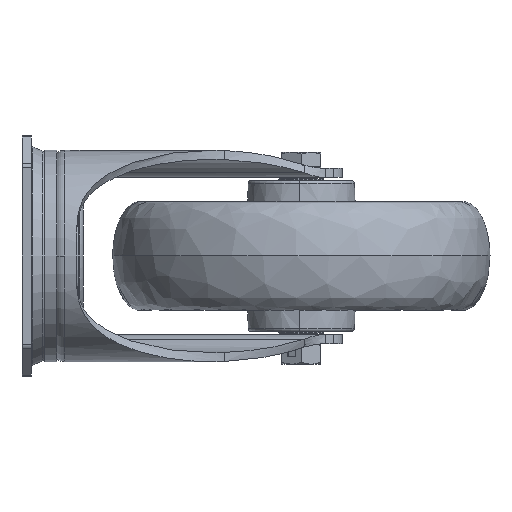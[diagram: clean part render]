
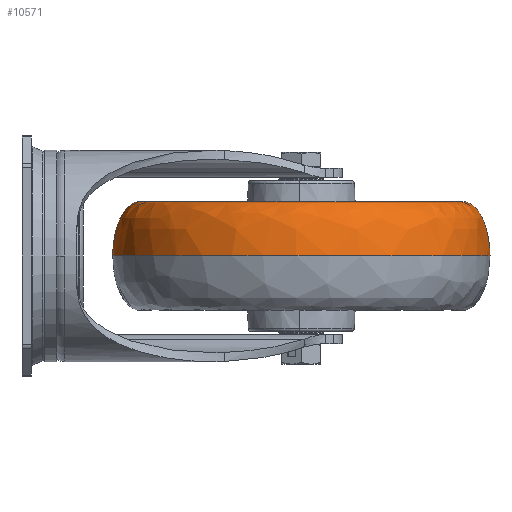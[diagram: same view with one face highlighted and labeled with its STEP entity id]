
A CAD part, left-side view. The second image highlights one B-rep face of the part: STEP entity #10571.
In plain terms, the highlighted free-form (B-spline) face has degree [3, 3] with [4, 4] control points.
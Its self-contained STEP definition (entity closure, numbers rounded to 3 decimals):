
#75 = EDGE_CURVE ( 'NONE', #16753, #13523, #15697, .T. ) ;
#729 = DIRECTION ( 'NONE',  ( 0.029, 1., 0. ) ) ;
#803 = CARTESIAN_POINT ( 'NONE',  ( 41.53, -38.998, 18. ) ) ;
#2558 = CARTESIAN_POINT ( 'NONE',  ( 41.787, -30.026, 10.558 ) ) ;
#2670 = CARTESIAN_POINT ( 'NONE',  ( 38.319, -151.261, 17.993 ) ) ;
#2784 = CARTESIAN_POINT ( 'NONE',  ( -86.736, -151.401, 10.558 ) ) ;
#3689 = AXIS2_PLACEMENT_3D ( 'NONE', #7963, #14991, #729 ) ;
#4084 = CARTESIAN_POINT ( 'NONE',  ( 41.681, -33.739, 17.993 ) ) ;
#4195 = CARTESIAN_POINT ( 'NONE',  ( 41.787, -30.026, 0.036 ) ) ;
#4516 = EDGE_CURVE ( 'NONE', #14866, #13523, #11812, .T. ) ;
#4528 = CARTESIAN_POINT ( 'NONE',  ( -65.474, -35.937, 18. ) ) ;
#5627 = DIRECTION ( 'NONE',  ( -1., 0.029, 0. ) ) ;
#5739 = DIRECTION ( 'NONE',  ( 0., 0., -1. ) ) ;
#6402 = ORIENTED_EDGE ( 'NONE', *, *, #75, .T. ) ;
#7068 = EDGE_CURVE ( 'NONE', #16753, #12720, #10384, .T. ) ;
#7591 = CARTESIAN_POINT ( 'NONE',  ( 38.213, -154.974, 0.036 ) ) ;
#7963 = CARTESIAN_POINT ( 'NONE',  ( 40., -92.5, 18. ) ) ;
#9017 = CARTESIAN_POINT ( 'NONE',  ( 41.787, -30.026, 0.036 ) ) ;
#9774 = CARTESIAN_POINT ( 'NONE',  ( 41.53, -38.998, 18. ) ) ;
#9898 = CARTESIAN_POINT ( 'NONE',  ( -86.736, -151.401, 0.036 ) ) ;
#10215 = CARTESIAN_POINT ( 'NONE',  ( 38.213, -154.974, 0.036 ) ) ;
#10384 = CIRCLE ( 'NONE', #3689, 53.524 ) ;
#10571 = ADVANCED_FACE ( 'NONE', ( #17910 ), #18112, .T. ) ;
#11571 = EDGE_CURVE ( 'NONE', #12720, #14866, #17088, .T. ) ;
#11812 = CIRCLE ( 'NONE', #17740, 62.5 ) ;
#12042 = CARTESIAN_POINT ( 'NONE',  ( 41.681, -33.739, 17.993 ) ) ;
#12629 = CARTESIAN_POINT ( 'NONE',  ( 40., -92.5, 0.036 ) ) ;
#12720 = VERTEX_POINT ( 'NONE', #19885 ) ;
#13001 = CARTESIAN_POINT ( 'NONE',  ( 38.213, -154.974, 10.558 ) ) ;
#13523 = VERTEX_POINT ( 'NONE', #9017 ) ;
#14620 = CARTESIAN_POINT ( 'NONE',  ( -79.203, -147.9, 17.993 ) ) ;
#14751 = CARTESIAN_POINT ( 'NONE',  ( 38.47, -146.002, 18. ) ) ;
#14859 = CARTESIAN_POINT ( 'NONE',  ( -75.841, -30.378, 17.993 ) ) ;
#14866 = VERTEX_POINT ( 'NONE', #10215 ) ;
#14991 = DIRECTION ( 'NONE',  ( 0., 0., 1. ) ) ;
#15697 =( BOUNDED_CURVE ( )  B_SPLINE_CURVE ( 3, ( #18795, #12042, #17400, #20981 ),
 .UNSPECIFIED., .F., .F. ) 
 B_SPLINE_CURVE_WITH_KNOTS ( ( 4, 4 ),
 ( 0., 1.568 ),
 .UNSPECIFIED. ) 
 CURVE ( )  GEOMETRIC_REPRESENTATION_ITEM ( )  RATIONAL_B_SPLINE_CURVE ( ( 1., 0.805, 0.805, 1. ) ) 
 REPRESENTATION_ITEM ( '' )  );
#16490 = CARTESIAN_POINT ( 'NONE',  ( 38.319, -151.261, 17.993 ) ) ;
#16753 = VERTEX_POINT ( 'NONE', #803 ) ;
#16992 = CARTESIAN_POINT ( 'NONE',  ( -83.162, -26.452, 0.036 ) ) ;
#17088 =( BOUNDED_CURVE ( )  B_SPLINE_CURVE ( 3, ( #21708, #16490, #13001, #18572 ),
 .UNSPECIFIED., .F., .F. ) 
 B_SPLINE_CURVE_WITH_KNOTS ( ( 4, 4 ),
 ( 0., 1.568 ),
 .UNSPECIFIED. ) 
 CURVE ( )  GEOMETRIC_REPRESENTATION_ITEM ( )  RATIONAL_B_SPLINE_CURVE ( ( 1., 0.805, 0.805, 1. ) ) 
 REPRESENTATION_ITEM ( '' )  );
#17400 = CARTESIAN_POINT ( 'NONE',  ( 41.787, -30.026, 10.558 ) ) ;
#17740 = AXIS2_PLACEMENT_3D ( 'NONE', #12629, #5739, #5627 ) ;
#17910 = FACE_OUTER_BOUND ( 'NONE', #22956, .T. ) ;
#18112 =( BOUNDED_SURFACE ( )  B_SPLINE_SURFACE ( 3, 3, ( 
 ( #9774, #4528, #20224, #14751 ),
 ( #4084, #14859, #14620, #2670 ),
 ( #2558, #18708, #2784, #21731 ),
 ( #4195, #16992, #9898, #7591 ) ),
 .UNSPECIFIED., .F., .F., .T. ) 
 B_SPLINE_SURFACE_WITH_KNOTS ( ( 4, 4 ),
 ( 4, 4 ),
 ( 0., 1. ),
 ( 0., 1. ),
 .UNSPECIFIED. ) 
 GEOMETRIC_REPRESENTATION_ITEM ( )  RATIONAL_B_SPLINE_SURFACE ( (
 ( 1., 0.333, 0.333, 1.),
 ( 0.805, 0.268, 0.268, 0.805),
 ( 0.805, 0.268, 0.268, 0.805),
 ( 1., 0.333, 0.333, 1.) ) ) 
 REPRESENTATION_ITEM ( '' )  SURFACE ( )  );
#18572 = CARTESIAN_POINT ( 'NONE',  ( 38.213, -154.974, 0.036 ) ) ;
#18708 = CARTESIAN_POINT ( 'NONE',  ( -83.162, -26.452, 10.558 ) ) ;
#18795 = CARTESIAN_POINT ( 'NONE',  ( 41.53, -38.998, 18. ) ) ;
#19204 = ORIENTED_EDGE ( 'NONE', *, *, #7068, .F. ) ;
#19870 = ORIENTED_EDGE ( 'NONE', *, *, #11571, .F. ) ;
#19885 = CARTESIAN_POINT ( 'NONE',  ( 38.47, -146.002, 18. ) ) ;
#19988 = ORIENTED_EDGE ( 'NONE', *, *, #4516, .F. ) ;
#20224 = CARTESIAN_POINT ( 'NONE',  ( -68.535, -142.942, 18. ) ) ;
#20981 = CARTESIAN_POINT ( 'NONE',  ( 41.787, -30.026, 0.036 ) ) ;
#21708 = CARTESIAN_POINT ( 'NONE',  ( 38.47, -146.002, 18. ) ) ;
#21731 = CARTESIAN_POINT ( 'NONE',  ( 38.213, -154.974, 10.558 ) ) ;
#22956 = EDGE_LOOP ( 'NONE', ( #19870, #19204, #6402, #19988 ) ) ;
